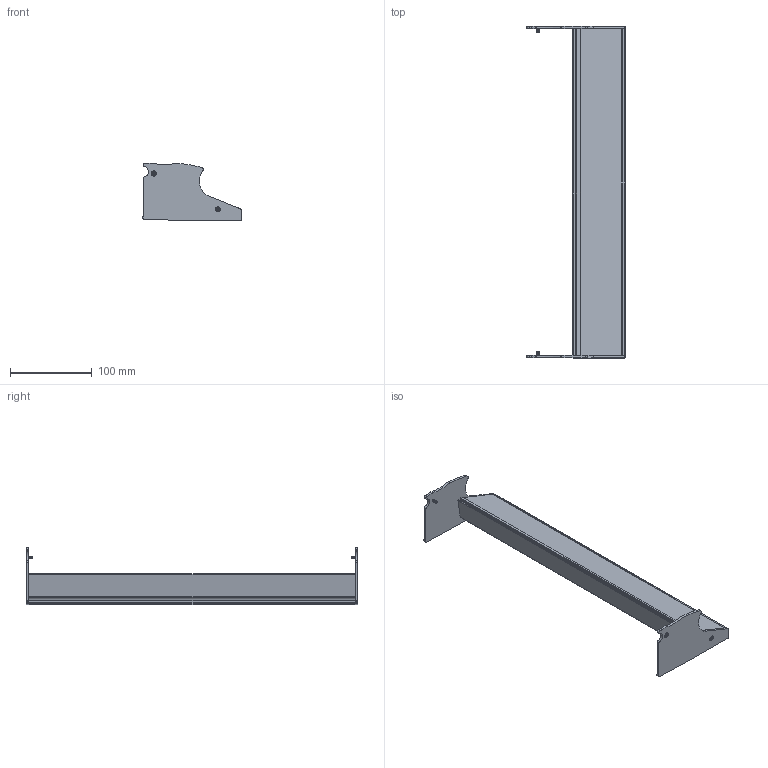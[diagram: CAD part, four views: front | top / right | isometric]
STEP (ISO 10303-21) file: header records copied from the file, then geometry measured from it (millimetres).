
FILE_DESCRIPTION (( 'STEP AP214' ), '1' );
FILE_NAME ('CPREG-NE_40.step', '2021-07-29T14:02:45', ( '' ), ( '' ), 'SwSTEP 2.0', 'SolidWorks 2020', '' );
FILE_SCHEMA (( 'AUTOMOTIVE_DESIGN' ));
Length unit declared in the file: millimetre
Products named in the file (5): MP0904-APH END CAP 3-1; MP0905-APH END CAP 4-1; SB0089-90-91-92SCREW BAG FOR APH EXTENSION-1; Group1; CPREG-NE_40
Assembly tree (4 placements, depth 2):
  CPREG-NE_40
    Group1
    MP0905-APH END CAP 4-1
    MP0904-APH END CAP 3-1
    SB0089-90-91-92SCREW BAG FOR APH EXTENSION-1
Bounding box: 120.4 x 406 x 70.35 mm (x, y, z)
Volume: 239243 mm3; surface area: 199160.9 mm2
Topology: 9 solids, 9 shells, 800 faces, 2118 edges, 1332 vertices
Faces by surface type: cone 312, cylinder 280, plane 200, torus 8
Entity records: 25941 total; most frequent: DIRECTION 4712, CARTESIAN_POINT 4517, ORIENTED_EDGE 4220, EDGE_CURVE 2110, AXIS2_PLACEMENT_3D 1867, VERTEX_POINT 1332, CIRCLE 1060, VECTOR 978
